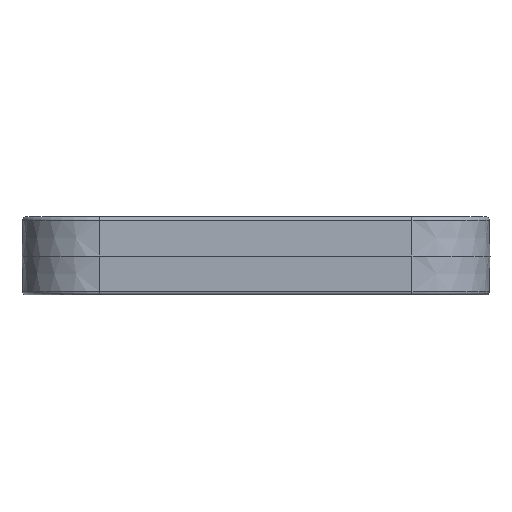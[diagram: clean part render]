
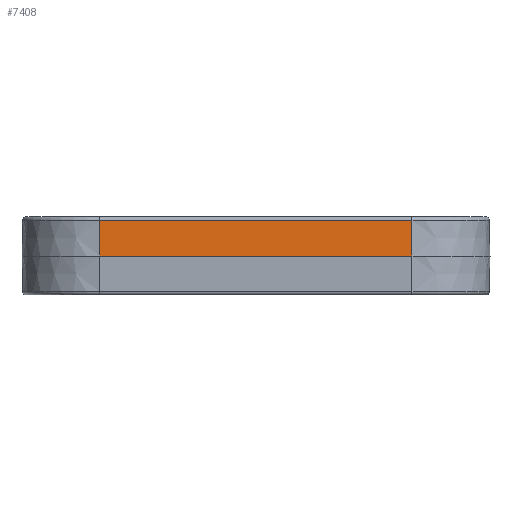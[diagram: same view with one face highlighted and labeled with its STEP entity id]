
A CAD part, left-side view. The second image highlights one B-rep face of the part: STEP entity #7408.
In plain terms, the highlighted planar face has unit normal (-1, 0, 0.018).
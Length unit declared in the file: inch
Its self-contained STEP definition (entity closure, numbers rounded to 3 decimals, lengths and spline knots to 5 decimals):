
#1069 = EDGE_CURVE ( 'NONE', #3129, #22155, #21056, .T. ) ;
#1927 = VECTOR ( 'NONE', #15962, 39.37008 ) ;
#2069 = EDGE_CURVE ( 'NONE', #14784, #3129, #12773, .T. ) ;
#2201 = DIRECTION ( 'NONE',  ( 0.017, 0., 1. ) ) ;
#2432 = CARTESIAN_POINT ( 'NONE',  ( -0.24799, 0., 0.11517 ) ) ;
#2546 = EDGE_CURVE ( 'NONE', #14350, #14784, #3925, .T. ) ;
#3105 = VECTOR ( 'NONE', #17533, 39.37008 ) ;
#3129 = VERTEX_POINT ( 'NONE', #2432 ) ;
#3654 = FACE_OUTER_BOUND ( 'NONE', #15595, .T. ) ;
#3698 = CARTESIAN_POINT ( 'NONE',  ( -0.25, 0., 0. ) ) ;
#3925 = LINE ( 'NONE', #10835, #15474 ) ;
#5525 = CARTESIAN_POINT ( 'NONE',  ( -0.25, 0., 0. ) ) ;
#7214 = LINE ( 'NONE', #3698, #3105 ) ;
#7408 = ADVANCED_FACE ( 'NONE', ( #3654 ), #12268, .T. ) ;
#8746 = DIRECTION ( 'NONE',  ( 0.017, 0., 1. ) ) ;
#8907 = CARTESIAN_POINT ( 'NONE',  ( -0.24799, -1., 0.11517 ) ) ;
#8968 = VECTOR ( 'NONE', #19234, 39.37008 ) ;
#8978 = DIRECTION ( 'NONE',  ( -1., 0., 0.017 ) ) ;
#10835 = CARTESIAN_POINT ( 'NONE',  ( -0.25, -1., 0. ) ) ;
#12268 = PLANE ( 'NONE',  #22316 ) ;
#12773 = LINE ( 'NONE', #14137, #8968 ) ;
#13925 = CARTESIAN_POINT ( 'NONE',  ( -0.25, -1., 0. ) ) ;
#14010 = ORIENTED_EDGE ( 'NONE', *, *, #19408, .T. ) ;
#14137 = CARTESIAN_POINT ( 'NONE',  ( -0.24799, 0., 0.11517 ) ) ;
#14350 = VERTEX_POINT ( 'NONE', #13925 ) ;
#14784 = VERTEX_POINT ( 'NONE', #8907 ) ;
#15474 = VECTOR ( 'NONE', #2201, 39.37008 ) ;
#15595 = EDGE_LOOP ( 'NONE', ( #16718, #18570, #19028, #14010 ) ) ;
#15962 = DIRECTION ( 'NONE',  ( -0.017, 0., -1. ) ) ;
#16198 = CARTESIAN_POINT ( 'NONE',  ( -0.25, 0., 0. ) ) ;
#16718 = ORIENTED_EDGE ( 'NONE', *, *, #2546, .T. ) ;
#17533 = DIRECTION ( 'NONE',  ( 0., -1., 0. ) ) ;
#18570 = ORIENTED_EDGE ( 'NONE', *, *, #2069, .T. ) ;
#19028 = ORIENTED_EDGE ( 'NONE', *, *, #1069, .T. ) ;
#19234 = DIRECTION ( 'NONE',  ( 0., 1., 0. ) ) ;
#19408 = EDGE_CURVE ( 'NONE', #22155, #14350, #7214, .T. ) ;
#20988 = CARTESIAN_POINT ( 'NONE',  ( -0.25, 0., 0. ) ) ;
#21056 = LINE ( 'NONE', #5525, #1927 ) ;
#22155 = VERTEX_POINT ( 'NONE', #16198 ) ;
#22316 = AXIS2_PLACEMENT_3D ( 'NONE', #20988, #8978, #8746 ) ;
